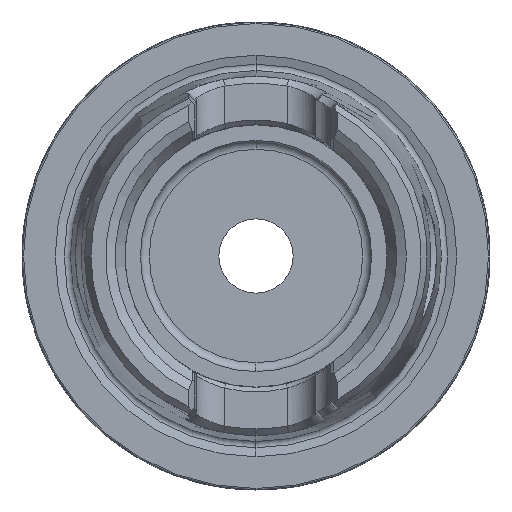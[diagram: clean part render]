
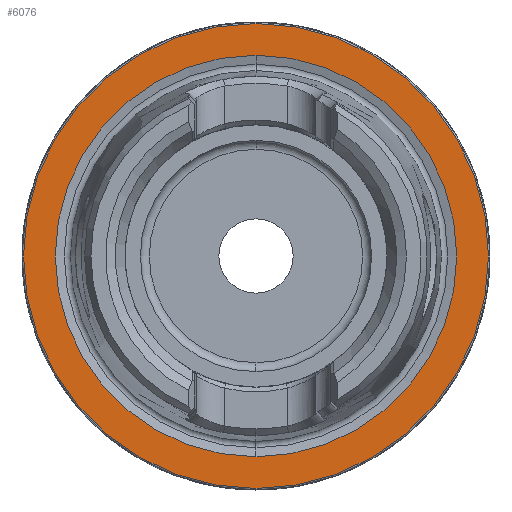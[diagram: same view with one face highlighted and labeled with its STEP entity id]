
A CAD part, left-side view. The second image highlights one B-rep face of the part: STEP entity #6076.
In plain terms, the highlighted planar face has unit normal (-1, 0, 0).
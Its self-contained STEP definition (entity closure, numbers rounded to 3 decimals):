
#14 = CARTESIAN_POINT ( 'NONE',  ( 0., 0., 0. ) ) ;
#379 = DIRECTION ( 'NONE',  ( 0., 0., 1. ) ) ;
#729 = DIRECTION ( 'NONE',  ( -1., 0., 0. ) ) ;
#1085 = DIRECTION ( 'NONE',  ( 0., 0., 1. ) ) ;
#1397 = ORIENTED_EDGE ( 'NONE', *, *, #11448, .F. ) ;
#1421 = CARTESIAN_POINT ( 'NONE',  ( 0., 0., -31.275 ) ) ;
#1775 = CIRCLE ( 'NONE', #12477, 31.275 ) ;
#2072 = CIRCLE ( 'NONE', #4426, 31.275 ) ;
#2645 = DIRECTION ( 'NONE',  ( 1., 0., 0. ) ) ;
#2701 = FACE_BOUND ( 'NONE', #10765, .T. ) ;
#3587 = EDGE_LOOP ( 'NONE', ( #6429, #12105 ) ) ;
#3708 = AXIS2_PLACEMENT_3D ( 'NONE', #8929, #2645, #9973 ) ;
#3776 = VERTEX_POINT ( 'NONE', #10377 ) ;
#4426 = AXIS2_PLACEMENT_3D ( 'NONE', #6975, #729, #8015 ) ;
#4702 = EDGE_CURVE ( 'NONE', #3776, #13223, #9935, .T. ) ;
#5746 = ORIENTED_EDGE ( 'NONE', *, *, #4702, .F. ) ;
#6022 = VERTEX_POINT ( 'NONE', #1421 ) ;
#6076 = ADVANCED_FACE ( 'NONE', ( #2701, #11035 ), #7886, .F. ) ;
#6107 = EDGE_CURVE ( 'NONE', #6022, #9028, #2072, .T. ) ;
#6204 = AXIS2_PLACEMENT_3D ( 'NONE', #11598, #11551, #11498 ) ;
#6429 = ORIENTED_EDGE ( 'NONE', *, *, #8230, .T. ) ;
#6632 = DIRECTION ( 'NONE',  ( -1., 0., 0. ) ) ;
#6975 = CARTESIAN_POINT ( 'NONE',  ( 0., 0., 0. ) ) ;
#7332 = DIRECTION ( 'NONE',  ( -1., 0., 0. ) ) ;
#7886 = PLANE ( 'NONE',  #3708 ) ;
#8015 = DIRECTION ( 'NONE',  ( 0., 0., 1. ) ) ;
#8074 = CARTESIAN_POINT ( 'NONE',  ( 0., 0., -27. ) ) ;
#8230 = EDGE_CURVE ( 'NONE', #9028, #6022, #1775, .T. ) ;
#8929 = CARTESIAN_POINT ( 'NONE',  ( 0., 31.275, 0. ) ) ;
#9028 = VERTEX_POINT ( 'NONE', #11109 ) ;
#9935 = CIRCLE ( 'NONE', #6204, 27. ) ;
#9973 = DIRECTION ( 'NONE',  ( 0., 0., -1. ) ) ;
#10377 = CARTESIAN_POINT ( 'NONE',  ( 0., 0., 27. ) ) ;
#10765 = EDGE_LOOP ( 'NONE', ( #5746, #1397 ) ) ;
#11035 = FACE_OUTER_BOUND ( 'NONE', #3587, .T. ) ;
#11109 = CARTESIAN_POINT ( 'NONE',  ( 0., 0., 31.275 ) ) ;
#11334 = CIRCLE ( 'NONE', #12060, 27. ) ;
#11448 = EDGE_CURVE ( 'NONE', #13223, #3776, #11334, .T. ) ;
#11498 = DIRECTION ( 'NONE',  ( 0., 0., 1. ) ) ;
#11551 = DIRECTION ( 'NONE',  ( -1., 0., 0. ) ) ;
#11598 = CARTESIAN_POINT ( 'NONE',  ( 0., 0., 0. ) ) ;
#12060 = AXIS2_PLACEMENT_3D ( 'NONE', #14, #7332, #1085 ) ;
#12105 = ORIENTED_EDGE ( 'NONE', *, *, #6107, .T. ) ;
#12477 = AXIS2_PLACEMENT_3D ( 'NONE', #12844, #6632, #379 ) ;
#12844 = CARTESIAN_POINT ( 'NONE',  ( 0., 0., 0. ) ) ;
#13223 = VERTEX_POINT ( 'NONE', #8074 ) ;
